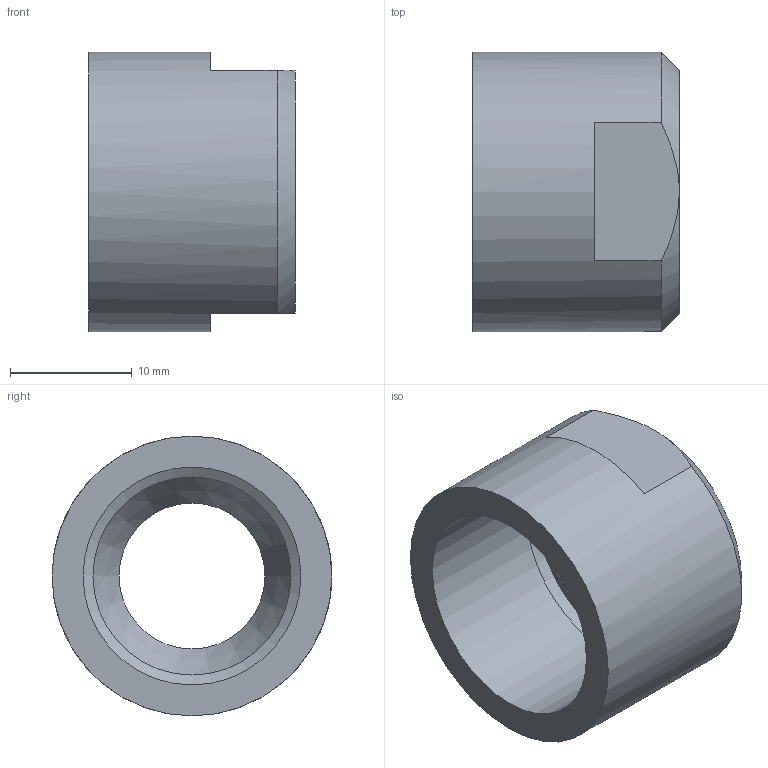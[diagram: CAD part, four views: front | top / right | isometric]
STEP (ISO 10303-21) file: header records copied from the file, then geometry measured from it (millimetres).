
FILE_DESCRIPTION(/* description */ ('Mini Mutter'),/* implementation_level */ '2;1');
FILE_NAME(/* name */ '29701563.stp',/* time_stamp */ '2015-02-04T12:21:30+01:00',/* author */ ('ekoch'),/* organization */ (''),/* preprocessor_version */ 'ST-DEVELOPER v15.2',/* originating_system */ 'Autodesk Inventor 2014',/* authorisation */ '');
FILE_SCHEMA (('AUTOMOTIVE_DESIGN { 1 0 10303 214 3 1 1 }'));
Length unit declared in the file: millimetre
Products named in the file (1): 29701563
Bounding box: 17 x 23 x 23 mm (x, y, z)
Volume: 2910.8 mm3; surface area: 2652.6 mm2
Topology: 1 solids, 1 shells, 16 faces, 34 edges, 22 vertices
Faces by surface type: plane 8, cone 5, cylinder 3
Full cylindrical faces by diameter (mm): 17.917 x1, 19 x1, 23 x1
Entity records: 404 total; most frequent: DIRECTION 70, CARTESIAN_POINT 69, ORIENTED_EDGE 50, AXIS2_PLACEMENT_3D 32, EDGE_LOOP 26, EDGE_CURVE 25, VERTEX_POINT 19, ADVANCED_FACE 16
